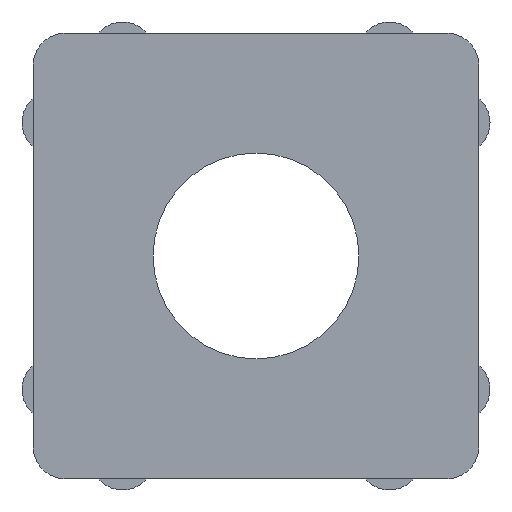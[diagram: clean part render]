
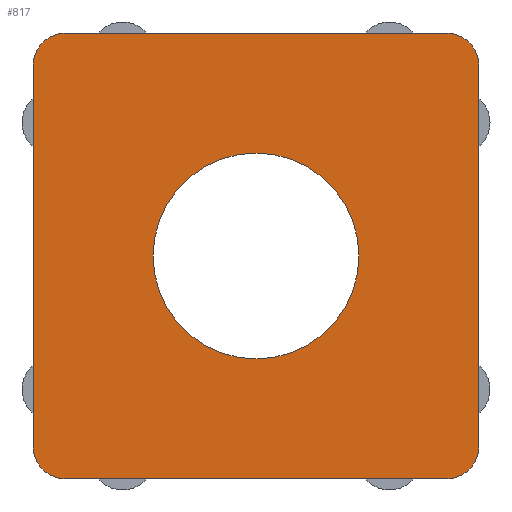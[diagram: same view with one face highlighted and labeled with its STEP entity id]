
A CAD part, front view. The second image highlights one B-rep face of the part: STEP entity #817.
In plain terms, the highlighted planar face has unit normal (0, -1, 0).
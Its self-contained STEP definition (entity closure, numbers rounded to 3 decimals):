
#12 = EDGE_CURVE ( 'NONE', #1209, #1130, #141, .T. ) ;
#20 = DIRECTION ( 'NONE',  ( 0., 0., -1. ) ) ;
#30 = DIRECTION ( 'NONE',  ( 0., -1., 0. ) ) ;
#35 = DIRECTION ( 'NONE',  ( 0., 0., -1. ) ) ;
#37 = VECTOR ( 'NONE', #1140, 1000. ) ;
#55 = CARTESIAN_POINT ( 'NONE',  ( -19.933, 0., -19.933 ) ) ;
#57 = EDGE_CURVE ( 'NONE', #515, #1130, #1311, .T. ) ;
#58 = CARTESIAN_POINT ( 'NONE',  ( 19.933, 0., 17.075 ) ) ;
#87 = AXIS2_PLACEMENT_3D ( 'NONE', #1260, #148, #648 ) ;
#91 = AXIS2_PLACEMENT_3D ( 'NONE', #637, #1133, #20 ) ;
#112 = PLANE ( 'NONE',  #221 ) ;
#125 = EDGE_LOOP ( 'NONE', ( #739, #864, #1533, #257, #756, #883, #635, #1327 ) ) ;
#137 = CIRCLE ( 'NONE', #433, 2.857 ) ;
#141 = LINE ( 'NONE', #644, #37 ) ;
#145 = EDGE_CURVE ( 'NONE', #515, #341, #1173, .T. ) ;
#148 = DIRECTION ( 'NONE',  ( 0., 1., 0. ) ) ;
#154 = CARTESIAN_POINT ( 'NONE',  ( 17.075, 0., -19.933 ) ) ;
#157 = EDGE_CURVE ( 'NONE', #762, #1572, #1431, .T. ) ;
#195 = VECTOR ( 'NONE', #948, 1000. ) ;
#221 = AXIS2_PLACEMENT_3D ( 'NONE', #613, #1112, #1595 ) ;
#257 = ORIENTED_EDGE ( 'NONE', *, *, #880, .T. ) ;
#307 = DIRECTION ( 'NONE',  ( 0., 0., 1. ) ) ;
#310 = CARTESIAN_POINT ( 'NONE',  ( 17.075, 0., 19.933 ) ) ;
#341 = VERTEX_POINT ( 'NONE', #1215 ) ;
#354 = CARTESIAN_POINT ( 'NONE',  ( 0., 0., 9.208 ) ) ;
#378 = AXIS2_PLACEMENT_3D ( 'NONE', #655, #1151, #35 ) ;
#381 = VECTOR ( 'NONE', #885, 1000. ) ;
#387 = CARTESIAN_POINT ( 'NONE',  ( -19.933, 0., 19.933 ) ) ;
#420 = EDGE_CURVE ( 'NONE', #1572, #762, #1006, .T. ) ;
#423 = ORIENTED_EDGE ( 'NONE', *, *, #157, .T. ) ;
#433 = AXIS2_PLACEMENT_3D ( 'NONE', #1090, #1570, #469 ) ;
#452 = EDGE_CURVE ( 'NONE', #1380, #1199, #1281, .T. ) ;
#453 = CARTESIAN_POINT ( 'NONE',  ( -19.933, 0., 19.933 ) ) ;
#469 = DIRECTION ( 'NONE',  ( 0., 0., -1. ) ) ;
#515 = VERTEX_POINT ( 'NONE', #154 ) ;
#527 = DIRECTION ( 'NONE',  ( 0., 0., -1. ) ) ;
#530 = CARTESIAN_POINT ( 'NONE',  ( 19.933, 0., -17.075 ) ) ;
#553 = DIRECTION ( 'NONE',  ( -1., 0., 0. ) ) ;
#610 = VERTEX_POINT ( 'NONE', #310 ) ;
#613 = CARTESIAN_POINT ( 'NONE',  ( 0., 0., 0. ) ) ;
#635 = ORIENTED_EDGE ( 'NONE', *, *, #12, .F. ) ;
#637 = CARTESIAN_POINT ( 'NONE',  ( -17.075, 0., -17.075 ) ) ;
#644 = CARTESIAN_POINT ( 'NONE',  ( 19.933, 0., 19.933 ) ) ;
#648 = DIRECTION ( 'NONE',  ( 0., 0., 1. ) ) ;
#655 = CARTESIAN_POINT ( 'NONE',  ( -17.075, 0., 17.075 ) ) ;
#728 = EDGE_CURVE ( 'NONE', #1209, #610, #137, .T. ) ;
#734 = FACE_BOUND ( 'NONE', #980, .T. ) ;
#739 = ORIENTED_EDGE ( 'NONE', *, *, #1261, .F. ) ;
#756 = ORIENTED_EDGE ( 'NONE', *, *, #145, .F. ) ;
#762 = VERTEX_POINT ( 'NONE', #354 ) ;
#817 = ADVANCED_FACE ( 'NONE', ( #734, #1225 ), #112, .T. ) ;
#864 = ORIENTED_EDGE ( 'NONE', *, *, #452, .T. ) ;
#880 = EDGE_CURVE ( 'NONE', #1405, #341, #1011, .T. ) ;
#883 = ORIENTED_EDGE ( 'NONE', *, *, #57, .T. ) ;
#885 = DIRECTION ( 'NONE',  ( 0., 0., 1. ) ) ;
#932 = CARTESIAN_POINT ( 'NONE',  ( 0., 0., 0. ) ) ;
#948 = DIRECTION ( 'NONE',  ( 1., 0., 0. ) ) ;
#973 = VECTOR ( 'NONE', #553, 1000. ) ;
#980 = EDGE_LOOP ( 'NONE', ( #1491, #423 ) ) ;
#1006 = CIRCLE ( 'NONE', #87, 9.208 ) ;
#1011 = CIRCLE ( 'NONE', #91, 2.857 ) ;
#1051 = EDGE_CURVE ( 'NONE', #1405, #1199, #1495, .T. ) ;
#1090 = CARTESIAN_POINT ( 'NONE',  ( 17.075, 0., 17.075 ) ) ;
#1112 = DIRECTION ( 'NONE',  ( 0., -1., 0. ) ) ;
#1130 = VERTEX_POINT ( 'NONE', #530 ) ;
#1133 = DIRECTION ( 'NONE',  ( 0., -1., 0. ) ) ;
#1140 = DIRECTION ( 'NONE',  ( 0., 0., -1. ) ) ;
#1147 = CARTESIAN_POINT ( 'NONE',  ( 17.075, 0., -17.075 ) ) ;
#1151 = DIRECTION ( 'NONE',  ( 0., -1., 0. ) ) ;
#1173 = LINE ( 'NONE', #55, #973 ) ;
#1193 = CARTESIAN_POINT ( 'NONE',  ( 0., 0., -9.208 ) ) ;
#1199 = VERTEX_POINT ( 'NONE', #1291 ) ;
#1209 = VERTEX_POINT ( 'NONE', #58 ) ;
#1215 = CARTESIAN_POINT ( 'NONE',  ( -17.075, 0., -19.933 ) ) ;
#1225 = FACE_OUTER_BOUND ( 'NONE', #125, .T. ) ;
#1260 = CARTESIAN_POINT ( 'NONE',  ( 0., 0., 0. ) ) ;
#1261 = EDGE_CURVE ( 'NONE', #1380, #610, #1553, .T. ) ;
#1281 = CIRCLE ( 'NONE', #378, 2.857 ) ;
#1291 = CARTESIAN_POINT ( 'NONE',  ( -19.933, 0., 17.075 ) ) ;
#1311 = CIRCLE ( 'NONE', #1521, 2.857 ) ;
#1327 = ORIENTED_EDGE ( 'NONE', *, *, #728, .T. ) ;
#1363 = CARTESIAN_POINT ( 'NONE',  ( -19.933, 0., -17.075 ) ) ;
#1380 = VERTEX_POINT ( 'NONE', #1469 ) ;
#1405 = VERTEX_POINT ( 'NONE', #1363 ) ;
#1418 = DIRECTION ( 'NONE',  ( 0., 1., 0. ) ) ;
#1431 = CIRCLE ( 'NONE', #1582, 9.208 ) ;
#1469 = CARTESIAN_POINT ( 'NONE',  ( -17.075, 0., 19.933 ) ) ;
#1491 = ORIENTED_EDGE ( 'NONE', *, *, #420, .T. ) ;
#1495 = LINE ( 'NONE', #387, #381 ) ;
#1521 = AXIS2_PLACEMENT_3D ( 'NONE', #1147, #30, #527 ) ;
#1533 = ORIENTED_EDGE ( 'NONE', *, *, #1051, .F. ) ;
#1553 = LINE ( 'NONE', #453, #195 ) ;
#1570 = DIRECTION ( 'NONE',  ( 0., -1., 0. ) ) ;
#1572 = VERTEX_POINT ( 'NONE', #1193 ) ;
#1582 = AXIS2_PLACEMENT_3D ( 'NONE', #932, #1418, #307 ) ;
#1595 = DIRECTION ( 'NONE',  ( 0., 0., -1. ) ) ;
